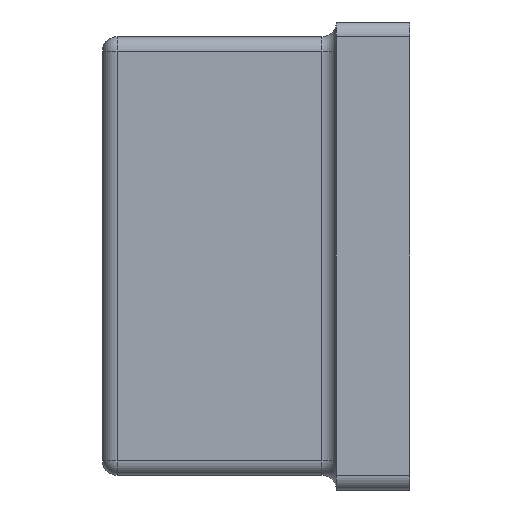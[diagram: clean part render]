
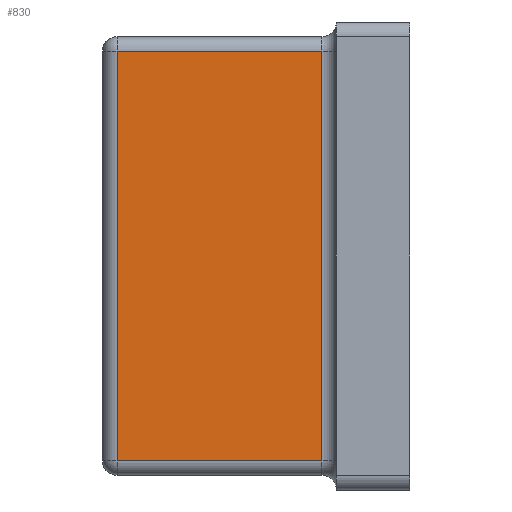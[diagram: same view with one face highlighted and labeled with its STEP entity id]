
A CAD part, left-side view. The second image highlights one B-rep face of the part: STEP entity #830.
In plain terms, the highlighted planar face has unit normal (-1, 0, 0).
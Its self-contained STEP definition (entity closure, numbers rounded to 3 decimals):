
#189 = FACE_OUTER_BOUND ( 'NONE', #432, .T. ) ;
#220 = CARTESIAN_POINT ( 'NONE',  ( -2.3, 1., -0.1 ) ) ;
#245 = EDGE_CURVE ( 'NONE', #368, #530, #1143, .T. ) ;
#288 = ORIENTED_EDGE ( 'NONE', *, *, #245, .T. ) ;
#334 = EDGE_CURVE ( 'NONE', #448, #1220, #778, .T. ) ;
#337 = ORIENTED_EDGE ( 'NONE', *, *, #973, .T. ) ;
#368 = VERTEX_POINT ( 'NONE', #1214 ) ;
#432 = EDGE_LOOP ( 'NONE', ( #288, #1323, #897, #337 ) ) ;
#448 = VERTEX_POINT ( 'NONE', #551 ) ;
#459 = EDGE_CURVE ( 'NONE', #530, #448, #828, .T. ) ;
#513 = DIRECTION ( 'NONE',  ( 0., -1., 0. ) ) ;
#530 = VERTEX_POINT ( 'NONE', #791 ) ;
#551 = CARTESIAN_POINT ( 'NONE',  ( -2.3, 0.3, -0.1 ) ) ;
#555 = DIRECTION ( 'NONE',  ( 1., 0., 0. ) ) ;
#697 = DIRECTION ( 'NONE',  ( 0., 1., 0. ) ) ;
#727 = DIRECTION ( 'NONE',  ( 0., 0., -1. ) ) ;
#731 = LINE ( 'NONE', #1268, #965 ) ;
#766 = PLANE ( 'NONE',  #929 ) ;
#778 = LINE ( 'NONE', #1229, #952 ) ;
#791 = CARTESIAN_POINT ( 'NONE',  ( -2.3, 0.3, -1.5 ) ) ;
#803 = VECTOR ( 'NONE', #864, 1000. ) ;
#828 = LINE ( 'NONE', #1187, #803 ) ;
#830 = ADVANCED_FACE ( 'NONE', ( #189 ), #766, .F. ) ;
#864 = DIRECTION ( 'NONE',  ( 0., 0., 1. ) ) ;
#897 = ORIENTED_EDGE ( 'NONE', *, *, #334, .T. ) ;
#917 = CARTESIAN_POINT ( 'NONE',  ( -2.3, 1.05, -1.5 ) ) ;
#929 = AXIS2_PLACEMENT_3D ( 'NONE', #1190, #555, #1315 ) ;
#952 = VECTOR ( 'NONE', #697, 1000. ) ;
#965 = VECTOR ( 'NONE', #727, 1000. ) ;
#973 = EDGE_CURVE ( 'NONE', #1220, #368, #731, .T. ) ;
#1081 = VECTOR ( 'NONE', #513, 1000. ) ;
#1143 = LINE ( 'NONE', #917, #1081 ) ;
#1187 = CARTESIAN_POINT ( 'NONE',  ( -2.3, 0.3, -1.55 ) ) ;
#1190 = CARTESIAN_POINT ( 'NONE',  ( -2.3, 1.05, -1.55 ) ) ;
#1214 = CARTESIAN_POINT ( 'NONE',  ( -2.3, 1., -1.5 ) ) ;
#1220 = VERTEX_POINT ( 'NONE', #220 ) ;
#1229 = CARTESIAN_POINT ( 'NONE',  ( -2.3, 1.05, -0.1 ) ) ;
#1268 = CARTESIAN_POINT ( 'NONE',  ( -2.3, 1., -1.55 ) ) ;
#1315 = DIRECTION ( 'NONE',  ( 0., 0., -1. ) ) ;
#1323 = ORIENTED_EDGE ( 'NONE', *, *, #459, .T. ) ;
